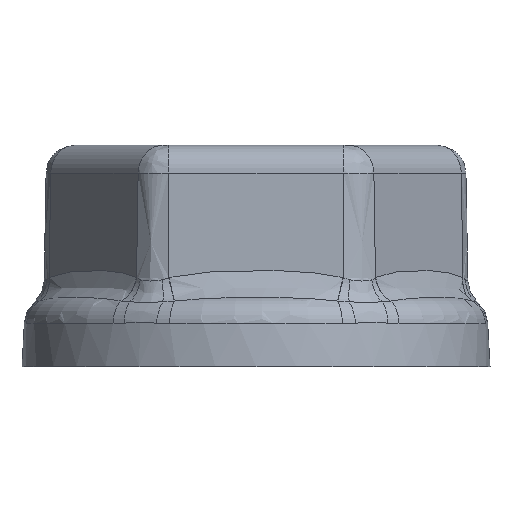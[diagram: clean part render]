
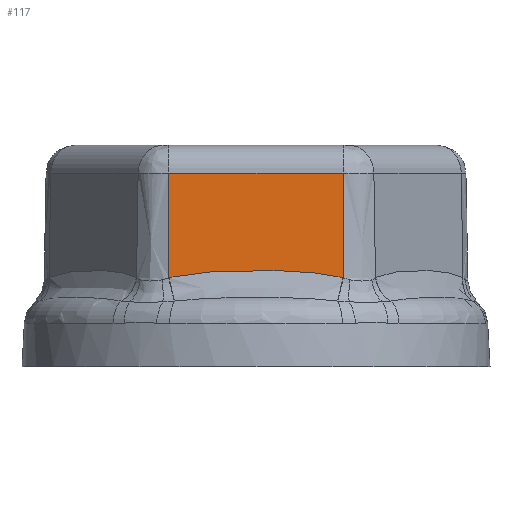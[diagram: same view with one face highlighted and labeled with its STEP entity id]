
A CAD part, left-side view. The second image highlights one B-rep face of the part: STEP entity #117.
In plain terms, the highlighted planar face has unit normal (-1, 0, 0.018).
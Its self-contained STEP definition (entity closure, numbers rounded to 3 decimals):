
#117 = ADVANCED_FACE( '', ( #292 ), #293, .T. );
#292 = FACE_OUTER_BOUND( '', #1572, .T. );
#293 = PLANE( '', #1573 );
#1572 = EDGE_LOOP( '', ( #5622, #5623, #5624, #5625, #5626, #5627 ) );
#1573 = AXIS2_PLACEMENT_3D( '', #5628, #5629, #5630 );
#5622 = ORIENTED_EDGE( '', *, *, #6221, .T. );
#5623 = ORIENTED_EDGE( '', *, *, #6222, .T. );
#5624 = ORIENTED_EDGE( '', *, *, #6108, .F. );
#5625 = ORIENTED_EDGE( '', *, *, #6223, .T. );
#5626 = ORIENTED_EDGE( '', *, *, #6224, .T. );
#5627 = ORIENTED_EDGE( '', *, *, #6225, .T. );
#5628 = CARTESIAN_POINT( '', ( -10., -4.619, 2.2 ) );
#5629 = DIRECTION( '', ( -1., 0., 0.017 ) );
#5630 = DIRECTION( '', ( 0.017, 0., 1. ) );
#6108 = EDGE_CURVE( '', #6416, #6417, #6418, .T. );
#6221 = EDGE_CURVE( '', #6600, #6601, #6602, .T. );
#6222 = EDGE_CURVE( '', #6601, #6417, #6603, .T. );
#6223 = EDGE_CURVE( '', #6416, #6604, #6605, .T. );
#6224 = EDGE_CURVE( '', #6604, #6592, #6606, .T. );
#6225 = EDGE_CURVE( '', #6592, #6600, #6607, .T. );
#6416 = VERTEX_POINT( '', #6906 );
#6417 = VERTEX_POINT( '', #6907 );
#6418 = LINE( '', #6908, #6909 );
#6592 = VERTEX_POINT( '', #7450 );
#6600 = VERTEX_POINT( '', #7479 );
#6601 = VERTEX_POINT( '', #7480 );
#6602 = B_SPLINE_CURVE_WITH_KNOTS( '', 3, ( #7481, #7482, #7483, #7484, #7485, #7486, #7487, #7488, #7489, #7490, #7491, #7492, #7493, #7494, #7495, #7496, #7497, #7498, #7499, #7500, #7501, #7502, #7503, #7504, #7505, #7506, #7507, #7508, #7509, #7510, #7511, #7512, #7513 ), .UNSPECIFIED., .F., .F., ( 4, 1, 2, 2, 2, 2, 1, 1, 1, 1, 2, 2, 2, 1, 2, 2, 2, 2, 1, 4 ), ( 0., 0., 0.001, 0.001, 0.002, 0.002, 0.003, 0.003, 0.004, 0.005, 0.005, 0.005, 0.006, 0.006, 0.007, 0.007, 0.008, 0.009, 0.009, 0.009 ), .UNSPECIFIED. );
#6603 = B_SPLINE_CURVE_WITH_KNOTS( '', 3, ( #7514, #7515, #7516, #7517 ), .UNSPECIFIED., .F., .F., ( 4, 4 ), ( 0., 0. ), .UNSPECIFIED. );
#6604 = VERTEX_POINT( '', #7518 );
#6605 = LINE( '', #7519, #7520 );
#6606 = LINE( '', #7521, #7522 );
#6607 = B_SPLINE_CURVE_WITH_KNOTS( '', 3, ( #7523, #7524, #7525, #7526 ), .UNSPECIFIED., .F., .F., ( 4, 4 ), ( 0., 0. ), .UNSPECIFIED. );
#6906 = CARTESIAN_POINT( '', ( -9.86, -4.619, 10.226 ) );
#6907 = CARTESIAN_POINT( '', ( -9.956, -4.619, 4.709 ) );
#6908 = CARTESIAN_POINT( '', ( -10., -4.619, 2.2 ) );
#6909 = VECTOR( '', #9182, 1000. );
#7450 = CARTESIAN_POINT( '', ( -9.956, 4.619, 4.709 ) );
#7479 = CARTESIAN_POINT( '', ( -9.956, 4.6, 4.713 ) );
#7480 = CARTESIAN_POINT( '', ( -9.956, -4.6, 4.713 ) );
#7481 = CARTESIAN_POINT( '', ( -9.956, 4.6, 4.713 ) );
#7482 = CARTESIAN_POINT( '', ( -9.956, 4.506, 4.736 ) );
#7483 = CARTESIAN_POINT( '', ( -9.955, 4.316, 4.777 ) );
#7484 = CARTESIAN_POINT( '', ( -9.954, 4.126, 4.813 ) );
#7485 = CARTESIAN_POINT( '', ( -9.954, 3.84, 4.864 ) );
#7486 = CARTESIAN_POINT( '', ( -9.953, 3.649, 4.892 ) );
#7487 = CARTESIAN_POINT( '', ( -9.952, 3.267, 4.941 ) );
#7488 = CARTESIAN_POINT( '', ( -9.952, 3.076, 4.962 ) );
#7489 = CARTESIAN_POINT( '', ( -9.951, 2.693, 4.998 ) );
#7490 = CARTESIAN_POINT( '', ( -9.951, 2.501, 5.013 ) );
#7491 = CARTESIAN_POINT( '', ( -9.95, 2.117, 5.038 ) );
#7492 = CARTESIAN_POINT( '', ( -9.95, 1.733, 5.058 ) );
#7493 = CARTESIAN_POINT( '', ( -9.95, 1.156, 5.077 ) );
#7494 = CARTESIAN_POINT( '', ( -9.95, 0.579, 5.088 ) );
#7495 = CARTESIAN_POINT( '', ( -9.95, 0.001, 5.092 ) );
#7496 = CARTESIAN_POINT( '', ( -9.95, -0.385, 5.09 ) );
#7497 = CARTESIAN_POINT( '', ( -9.95, -0.674, 5.086 ) );
#7498 = CARTESIAN_POINT( '', ( -9.95, -0.771, 5.084 ) );
#7499 = CARTESIAN_POINT( '', ( -9.95, -0.964, 5.081 ) );
#7500 = CARTESIAN_POINT( '', ( -9.95, -1.06, 5.079 ) );
#7501 = CARTESIAN_POINT( '', ( -9.95, -1.349, 5.071 ) );
#7502 = CARTESIAN_POINT( '', ( -9.95, -1.735, 5.058 ) );
#7503 = CARTESIAN_POINT( '', ( -9.95, -2.119, 5.037 ) );
#7504 = CARTESIAN_POINT( '', ( -9.951, -2.503, 5.012 ) );
#7505 = CARTESIAN_POINT( '', ( -9.951, -2.695, 4.998 ) );
#7506 = CARTESIAN_POINT( '', ( -9.952, -3.078, 4.962 ) );
#7507 = CARTESIAN_POINT( '', ( -9.952, -3.269, 4.941 ) );
#7508 = CARTESIAN_POINT( '', ( -9.953, -3.651, 4.892 ) );
#7509 = CARTESIAN_POINT( '', ( -9.954, -3.842, 4.863 ) );
#7510 = CARTESIAN_POINT( '', ( -9.954, -4.127, 4.813 ) );
#7511 = CARTESIAN_POINT( '', ( -9.955, -4.316, 4.777 ) );
#7512 = CARTESIAN_POINT( '', ( -9.956, -4.506, 4.736 ) );
#7513 = CARTESIAN_POINT( '', ( -9.956, -4.6, 4.713 ) );
#7514 = CARTESIAN_POINT( '', ( -9.956, -4.6, 4.713 ) );
#7515 = CARTESIAN_POINT( '', ( -9.956, -4.606, 4.712 ) );
#7516 = CARTESIAN_POINT( '', ( -9.956, -4.613, 4.71 ) );
#7517 = CARTESIAN_POINT( '', ( -9.956, -4.619, 4.709 ) );
#7518 = CARTESIAN_POINT( '', ( -9.86, 4.619, 10.226 ) );
#7519 = CARTESIAN_POINT( '', ( -9.86, -4.619, 10.226 ) );
#7520 = VECTOR( '', #9385, 1000. );
#7521 = CARTESIAN_POINT( '', ( -10., 4.619, 2.2 ) );
#7522 = VECTOR( '', #9386, 1000. );
#7523 = CARTESIAN_POINT( '', ( -9.956, 4.619, 4.709 ) );
#7524 = CARTESIAN_POINT( '', ( -9.956, 4.613, 4.71 ) );
#7525 = CARTESIAN_POINT( '', ( -9.956, 4.606, 4.712 ) );
#7526 = CARTESIAN_POINT( '', ( -9.956, 4.6, 4.713 ) );
#9182 = DIRECTION( '', ( -0.017, 0., -1. ) );
#9385 = DIRECTION( '', ( 0., 1., 0. ) );
#9386 = DIRECTION( '', ( -0.017, 0., -1. ) );
